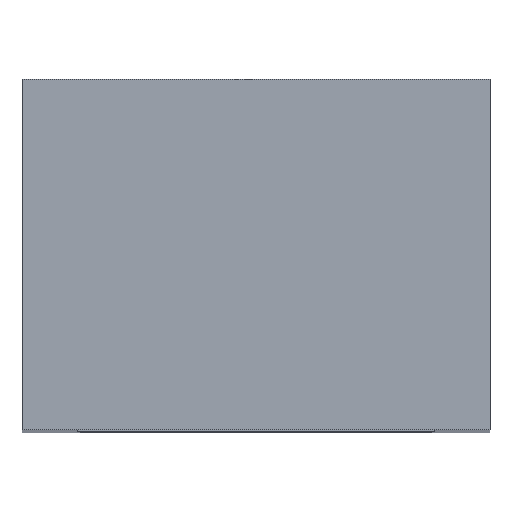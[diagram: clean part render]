
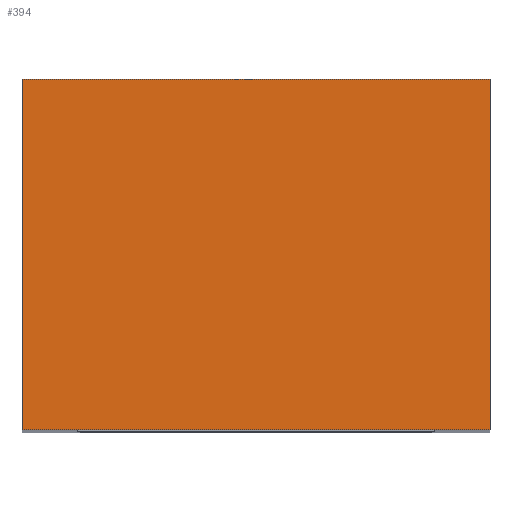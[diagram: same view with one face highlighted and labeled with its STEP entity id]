
A CAD part, top view. The second image highlights one B-rep face of the part: STEP entity #394.
In plain terms, the highlighted planar face has unit normal (0, 0, 1).
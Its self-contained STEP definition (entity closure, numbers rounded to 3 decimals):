
#37=PLANE('',#447);
#57=FACE_OUTER_BOUND('',#82,.T.);
#82=EDGE_LOOP('',(#331,#332,#333,#334));
#125=LINE('',#639,#166);
#126=LINE('',#641,#167);
#127=LINE('',#643,#168);
#128=LINE('',#644,#169);
#166=VECTOR('',#534,10.);
#167=VECTOR('',#535,10.);
#168=VECTOR('',#536,10.);
#169=VECTOR('',#537,10.);
#214=VERTEX_POINT('',#637);
#215=VERTEX_POINT('',#638);
#216=VERTEX_POINT('',#640);
#217=VERTEX_POINT('',#642);
#261=EDGE_CURVE('',#214,#215,#125,.T.);
#262=EDGE_CURVE('',#215,#216,#126,.T.);
#263=EDGE_CURVE('',#217,#216,#127,.T.);
#264=EDGE_CURVE('',#214,#217,#128,.T.);
#331=ORIENTED_EDGE('',*,*,#261,.T.);
#332=ORIENTED_EDGE('',*,*,#262,.T.);
#333=ORIENTED_EDGE('',*,*,#263,.F.);
#334=ORIENTED_EDGE('',*,*,#264,.F.);
#394=ADVANCED_FACE('',(#57),#37,.T.);
#447=AXIS2_PLACEMENT_3D('',#636,#532,#533);
#532=DIRECTION('center_axis',(0.,0.,1.));
#533=DIRECTION('ref_axis',(1.,0.,0.));
#534=DIRECTION('',(1.,0.,0.));
#535=DIRECTION('',(0.,1.,0.));
#536=DIRECTION('',(1.,0.,0.));
#537=DIRECTION('',(0.,1.,0.));
#636=CARTESIAN_POINT('Origin',(-40.1,0.,0.));
#637=CARTESIAN_POINT('',(-40.1,0.,0.));
#638=CARTESIAN_POINT('',(0.,0.,0.));
#639=CARTESIAN_POINT('',(-40.1,0.,0.));
#640=CARTESIAN_POINT('',(0.,30.,0.));
#641=CARTESIAN_POINT('',(0.,0.,0.));
#642=CARTESIAN_POINT('',(-40.1,30.,0.));
#643=CARTESIAN_POINT('',(-40.1,30.,0.));
#644=CARTESIAN_POINT('',(-40.1,0.,0.));
